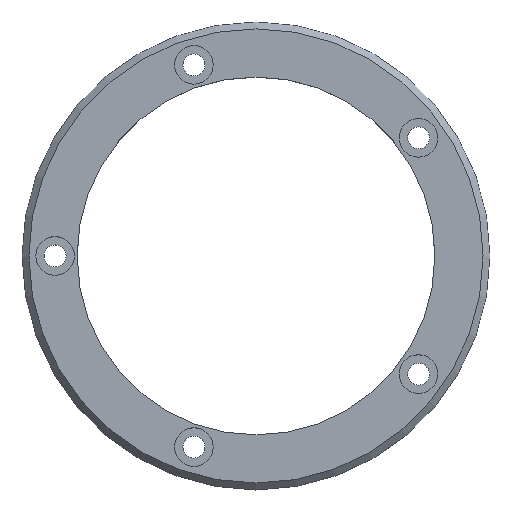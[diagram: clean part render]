
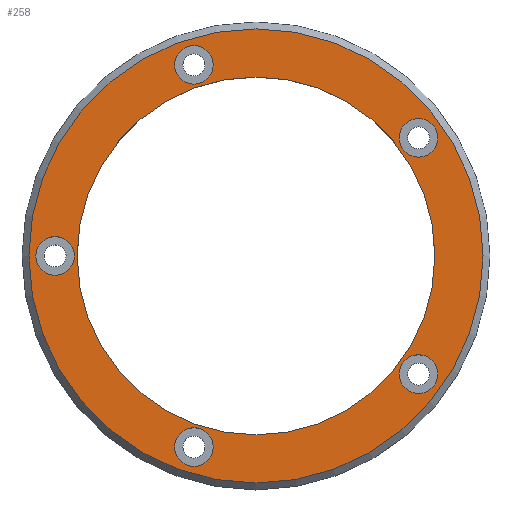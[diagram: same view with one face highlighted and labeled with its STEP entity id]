
A CAD part, top view. The second image highlights one B-rep face of the part: STEP entity #258.
In plain terms, the highlighted planar face has unit normal (0, 0, 1).
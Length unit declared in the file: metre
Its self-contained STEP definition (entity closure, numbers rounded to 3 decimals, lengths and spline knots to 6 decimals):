
#32=ORIENTED_EDGE('',*,*,#82,.T.);
#33=ORIENTED_EDGE('',*,*,#83,.T.);
#34=ORIENTED_EDGE('',*,*,#84,.T.);
#35=ORIENTED_EDGE('',*,*,#85,.T.);
#36=ORIENTED_EDGE('',*,*,#86,.T.);
#37=ORIENTED_EDGE('',*,*,#87,.T.);
#38=ORIENTED_EDGE('',*,*,#88,.F.);
#82=EDGE_CURVE('',#107,#107,#132,.T.);
#83=EDGE_CURVE('',#108,#108,#133,.T.);
#84=EDGE_CURVE('',#109,#109,#134,.T.);
#85=EDGE_CURVE('',#110,#110,#135,.T.);
#86=EDGE_CURVE('',#111,#111,#136,.T.);
#87=EDGE_CURVE('',#112,#112,#137,.T.);
#88=EDGE_CURVE('',#113,#113,#138,.T.);
#107=VERTEX_POINT('',#445);
#108=VERTEX_POINT('',#447);
#109=VERTEX_POINT('',#449);
#110=VERTEX_POINT('',#451);
#111=VERTEX_POINT('',#453);
#112=VERTEX_POINT('',#455);
#113=VERTEX_POINT('',#457);
#132=CIRCLE('',#299,0.033);
#133=CIRCLE('',#300,0.0028);
#134=CIRCLE('',#301,0.0028);
#135=CIRCLE('',#302,0.0028);
#136=CIRCLE('',#303,0.0028);
#137=CIRCLE('',#304,0.0028);
#138=CIRCLE('',#305,0.026);
#157=EDGE_LOOP('',(#32));
#158=EDGE_LOOP('',(#33));
#159=EDGE_LOOP('',(#34));
#160=EDGE_LOOP('',(#35));
#161=EDGE_LOOP('',(#36));
#162=EDGE_LOOP('',(#37));
#163=EDGE_LOOP('',(#38));
#207=FACE_BOUND('',#157,.T.);
#208=FACE_BOUND('',#158,.T.);
#209=FACE_BOUND('',#159,.T.);
#210=FACE_BOUND('',#160,.T.);
#211=FACE_BOUND('',#161,.T.);
#212=FACE_BOUND('',#162,.T.);
#213=FACE_BOUND('',#163,.T.);
#251=PLANE('',#298);
#258=ADVANCED_FACE('',(#207,#208,#209,#210,#211,#212,#213),#251,.T.);
#298=AXIS2_PLACEMENT_3D('',#443,#353,#354);
#299=AXIS2_PLACEMENT_3D('',#444,#355,#356);
#300=AXIS2_PLACEMENT_3D('',#446,#357,#358);
#301=AXIS2_PLACEMENT_3D('',#448,#359,#360);
#302=AXIS2_PLACEMENT_3D('',#450,#361,#362);
#303=AXIS2_PLACEMENT_3D('',#452,#363,#364);
#304=AXIS2_PLACEMENT_3D('',#454,#365,#366);
#305=AXIS2_PLACEMENT_3D('',#456,#367,#368);
#353=DIRECTION('',(0.,0.,1.));
#354=DIRECTION('',(1.,0.,0.));
#355=DIRECTION('',(0.,0.,1.));
#356=DIRECTION('',(1.,0.,0.));
#357=DIRECTION('',(0.,0.,-1.));
#358=DIRECTION('',(-1.,0.,0.));
#359=DIRECTION('',(0.,0.,-1.));
#360=DIRECTION('',(-1.,0.,0.));
#361=DIRECTION('',(0.,0.,-1.));
#362=DIRECTION('',(-1.,0.,0.));
#363=DIRECTION('',(0.,0.,-1.));
#364=DIRECTION('',(-1.,0.,0.));
#365=DIRECTION('',(0.,0.,-1.));
#366=DIRECTION('',(-1.,0.,0.));
#367=DIRECTION('',(0.,0.,1.));
#368=DIRECTION('',(1.,0.,0.));
#443=CARTESIAN_POINT('',(0.,0.,0.0205));
#444=CARTESIAN_POINT('',(0.,0.,0.0205));
#445=CARTESIAN_POINT('',(0.033,0.,0.0205));
#446=CARTESIAN_POINT('',(-0.0292,0.,0.0205));
#447=CARTESIAN_POINT('',(-0.032,0.,0.0205));
#448=CARTESIAN_POINT('',(-0.009023,0.027771,0.0205));
#449=CARTESIAN_POINT('',(-0.011823,0.027771,0.0205));
#450=CARTESIAN_POINT('',(0.023623,0.017163,0.0205));
#451=CARTESIAN_POINT('',(0.020823,0.017163,0.0205));
#452=CARTESIAN_POINT('',(0.023623,-0.017163,0.0205));
#453=CARTESIAN_POINT('',(0.020823,-0.017163,0.0205));
#454=CARTESIAN_POINT('',(-0.009023,-0.027771,0.0205));
#455=CARTESIAN_POINT('',(-0.011823,-0.027771,0.0205));
#456=CARTESIAN_POINT('',(0.,0.,0.0205));
#457=CARTESIAN_POINT('',(0.026,0.,0.0205));
